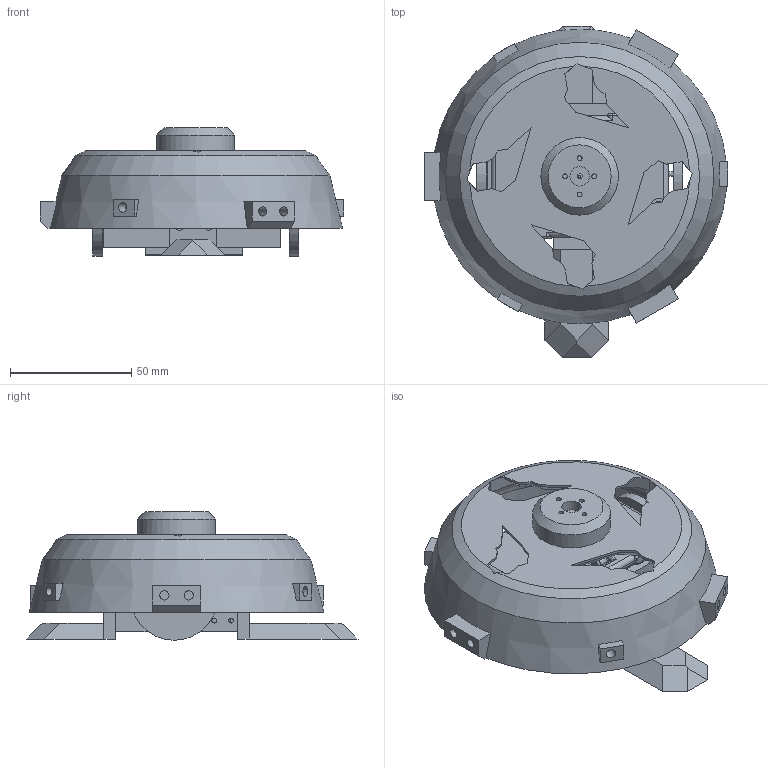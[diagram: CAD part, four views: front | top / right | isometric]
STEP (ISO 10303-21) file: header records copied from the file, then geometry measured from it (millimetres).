
FILE_DESCRIPTION(/* description */ (''),/* implementation_level */ '2;1');
FILE_NAME(/* name */ '',/* time_stamp */ '2024-02-22T11:30:22+08:00',/* author */ (''),/* organization */ (''),/* preprocessor_version */ 'ST-DEVELOPER v20',/* originating_system */ 'Autodesk Translation Framework v12.20.1.177',/* authorisation */ '');
FILE_SCHEMA (('AUTOMOTIVE_DESIGN { 1 0 10303 214 3 1 1 }'));
Length unit declared in the file: millimetre
Products named in the file (8): 全身旋转; 全身旋转_1; 前后支撑; 主控; 主控盖板; 轮胎; 零部件7; 无刷电机
Assembly tree (7 placements, depth 2):
  全身旋转
    全身旋转_1
    前后支撑
    主控
    主控盖板
    轮胎
    零部件7
    无刷电机
Bounding box: 125 x 136.9 x 53 mm (x, y, z)
Volume: 151398.8 mm3; surface area: 90031.2 mm2
Topology: 7 solids, 7 shells, 466 faces, 1166 edges, 745 vertices
Faces by surface type: plane 279, cylinder 146, bspline 21, torus 12, cone 8
Full cylindrical faces by diameter (mm): 2 x46, 2.5 x8, 3.5 x8, 3.8 x6, 4 x3, 4.8 x4, 5 x6, 6 x5, 8 x1, 20 x1, 23 x1, 24 x1, 32 x1, 36 x2, 40 x1, 108 x1
Entity records: 14937 total; most frequent: CARTESIAN_POINT 3245, DIRECTION 2412, ORIENTED_EDGE 2332, EDGE_CURVE 1166, AXIS2_PLACEMENT_3D 856, VERTEX_POINT 745, LINE 700, VECTOR 700
